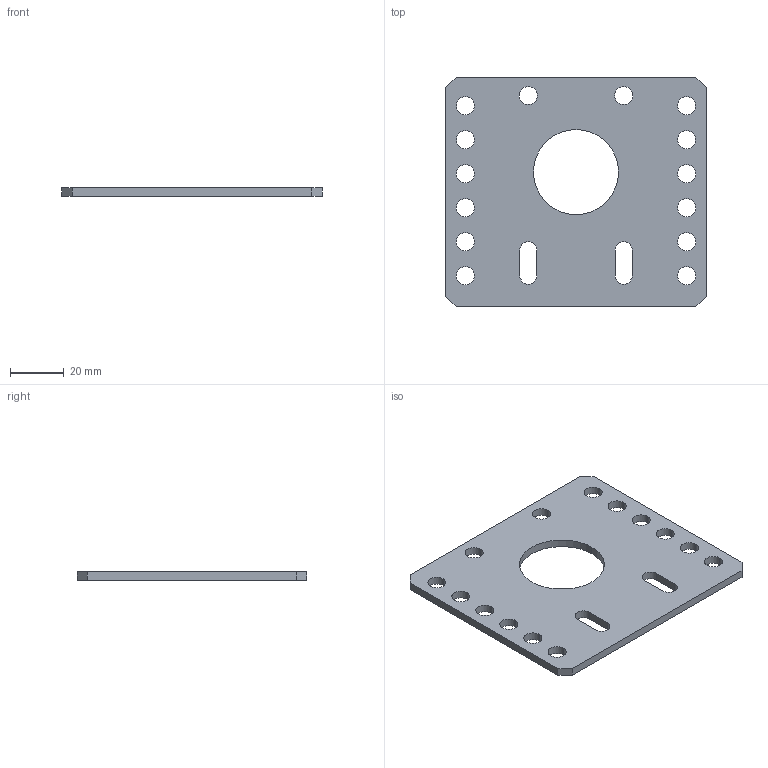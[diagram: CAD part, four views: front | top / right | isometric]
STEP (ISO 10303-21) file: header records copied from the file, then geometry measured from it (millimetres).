
FILE_DESCRIPTION((''),'2;1');
FILE_NAME('KitBot_BBMNT_TOP.stp','2007-01-11T21:23:46',('uidk0133'),(''),'Autodesk Inventor (R) 6.0','Autodesk Inventor (R) 6.0','');
FILE_SCHEMA(('AUTOMOTIVE_DESIGN { 1 0 10303 214 1 1 1 1 }'));
Length unit declared in the file: inch
Products named in the file (1): KitBot_BBMNT_TOP
Bounding box: 97.18 x 85.72 x 3.05 mm (x, y, z)
Volume: 20810.7 mm3; surface area: 16186.9 mm2
Topology: 1 solids, 1 shells, 48 faces, 138 edges, 92 vertices
Faces by surface type: bspline 20, cylinder 16, plane 12
Entity records: 1937 total; most frequent: CARTESIAN_POINT 591, ORIENTED_EDGE 276, DIRECTION 264, EDGE_CURVE 138, AXIS2_PLACEMENT_3D 97, VERTEX_POINT 92, EDGE_LOOP 82, VECTOR 70
